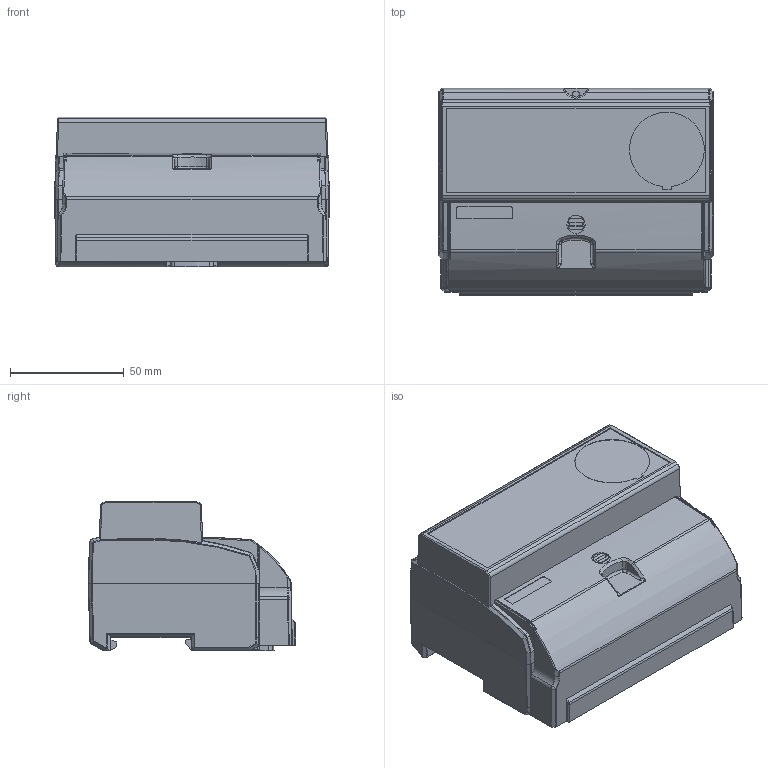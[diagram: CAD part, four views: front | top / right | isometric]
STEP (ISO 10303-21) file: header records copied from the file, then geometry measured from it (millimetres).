
FILE_DESCRIPTION(('STEP AP203'), '1');
FILE_NAME('Ìîíîëèò Ì240.3 ', '2022-02-03T04:33:40', ('UNSPECIFIED'), ('UNSPECIFIED'), 'ASCON STEP Converter 1.3', 'ASCON Math Kernel', '');
FILE_SCHEMA(('CONFIG_CONTROL_DESIGN'));
Length unit declared in the file: millimetre
Products named in the file (8): 擢佸.731178.068; 擢佸.731178.076; 擢佸1731178.073; 擢佸.741231.007; 擢佸.731178.070-01
Assembly tree (7 placements, depth 4):
  (unnamed)
    擢佸.731178.068
    (unnamed)
      (unnamed)
        擢佸.731178.076
    擢佸1731178.073
    擢佸.741231.007
    擢佸.731178.070-01
Bounding box: 120.5 x 91 x 65.8 mm (x, y, z)
Volume: 494018.8 mm3; surface area: 113167.4 mm2
Topology: 5 solids, 8 shells, 767 faces, 1973 edges, 1252 vertices
Faces by surface type: plane 429, cylinder 186, bspline 123, cone 24, sphere 4, torus 1
Full cylindrical faces by diameter (mm): 8 x9
Entity records: 39438 total; most frequent: CARTESIAN_POINT 15853, ORIENTED_EDGE 3904, DIRECTION 2935, EDGE_CURVE 1952, VERTEX_POINT 1252, LINE 1183, VECTOR 1183, AXIS2_PLACEMENT_3D 876
